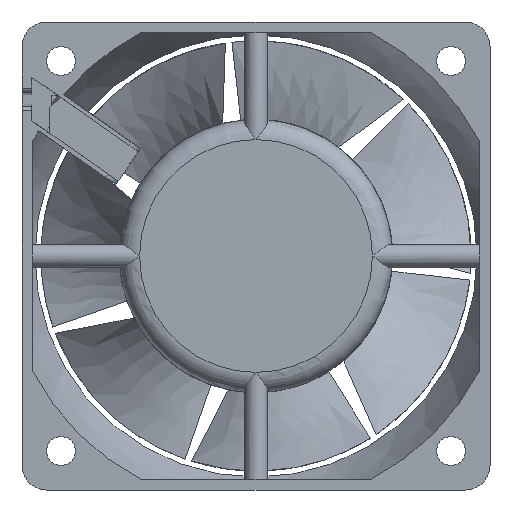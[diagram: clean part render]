
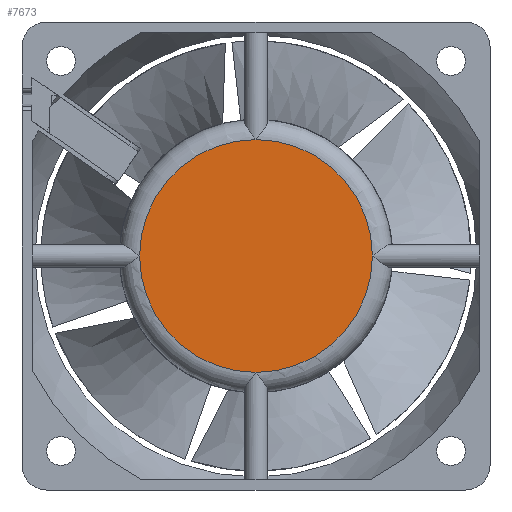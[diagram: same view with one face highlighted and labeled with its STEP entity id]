
A CAD part, front view. The second image highlights one B-rep face of the part: STEP entity #7673.
In plain terms, the highlighted planar face has unit normal (0, -1, 0).
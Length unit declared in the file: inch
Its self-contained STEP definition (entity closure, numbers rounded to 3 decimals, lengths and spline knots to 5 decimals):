
#286=CIRCLE($,#8187,0.5875);
#289=CIRCLE($,#8194,0.5875);
#290=CIRCLE($,#8196,0.5875);
#291=CIRCLE($,#8198,0.5875);
#720=FACE_OUTER_BOUND($,#1161,.T.);
#1161=EDGE_LOOP($,(#5963,#5964,#5965,#5966));
#3487=VERTEX_POINT($,#12226);
#3488=VERTEX_POINT($,#12256);
#3494=VERTEX_POINT($,#12305);
#3496=VERTEX_POINT($,#12333);
#4382=EDGE_CURVE($,#3488,#3487,#286,.T.);
#4394=EDGE_CURVE($,#3487,#3494,#289,.T.);
#4398=EDGE_CURVE($,#3494,#3496,#290,.T.);
#4404=EDGE_CURVE($,#3496,#3488,#291,.T.);
#5963=ORIENTED_EDGE($,*,*,#4398,.T.);
#5964=ORIENTED_EDGE($,*,*,#4404,.T.);
#5965=ORIENTED_EDGE($,*,*,#4382,.T.);
#5966=ORIENTED_EDGE($,*,*,#4394,.T.);
#7335=PLANE($,#8206);
#7673=ADVANCED_FACE($,(#720),#7335,.F.);
#8187=AXIS2_PLACEMENT_3D($,#12257,#9389,#9390);
#8194=AXIS2_PLACEMENT_3D($,#12318,#9407,#9408);
#8196=AXIS2_PLACEMENT_3D($,#12348,#9411,#9412);
#8198=AXIS2_PLACEMENT_3D($,#12402,#9415,#9416);
#8206=AXIS2_PLACEMENT_3D($,#12416,#9435,#9436);
#9389=DIRECTION('center_axis',(0.,-1.,0.));
#9390=DIRECTION('ref_axis',(-1.,0.,0.));
#9407=DIRECTION('center_axis',(0.,-1.,0.));
#9408=DIRECTION('ref_axis',(0.,0.,-1.));
#9411=DIRECTION('center_axis',(0.,-1.,0.));
#9412=DIRECTION('ref_axis',(1.,0.,0.));
#9415=DIRECTION('center_axis',(0.,-1.,0.));
#9416=DIRECTION('ref_axis',(0.,0.,1.));
#9435=DIRECTION('center_axis',(0.,1.,0.));
#9436=DIRECTION('ref_axis',(0.,0.,1.));
#12226=CARTESIAN_POINT('',(0.,0.,-0.5875));
#12256=CARTESIAN_POINT('',(-0.5875,0.,0.));
#12257=CARTESIAN_POINT('Origin',(0.,0.,0.));
#12305=CARTESIAN_POINT('',(0.5875,0.,0.));
#12318=CARTESIAN_POINT('Origin',(0.,0.,0.));
#12333=CARTESIAN_POINT('',(0.,0.,0.5875));
#12348=CARTESIAN_POINT('Origin',(0.,0.,0.));
#12402=CARTESIAN_POINT('Origin',(0.,0.,0.));
#12416=CARTESIAN_POINT('Origin',(0.,0.,0.));
